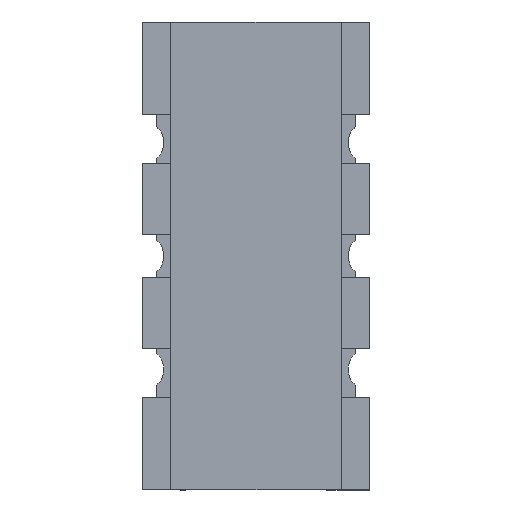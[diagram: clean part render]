
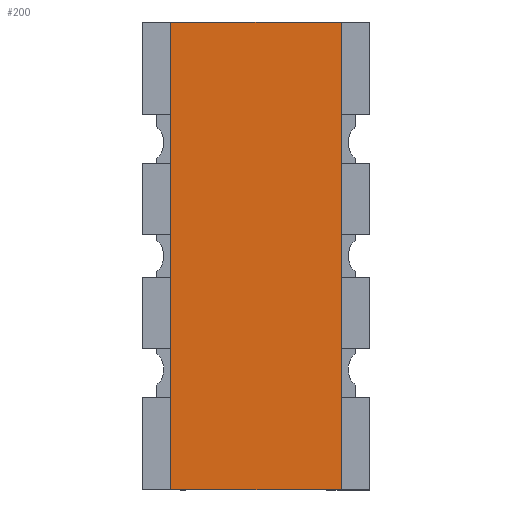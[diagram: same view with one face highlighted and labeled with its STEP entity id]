
A CAD part, top view. The second image highlights one B-rep face of the part: STEP entity #200.
In plain terms, the highlighted planar face has unit normal (0, 0, 1).
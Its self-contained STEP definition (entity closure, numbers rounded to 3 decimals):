
#70=CARTESIAN_POINT('',(-0.6,1.65,0.7));
#71=VERTEX_POINT('',#70);
#72=CARTESIAN_POINT('',(0.6,1.65,0.7));
#73=VERTEX_POINT('',#72);
#74=CARTESIAN_POINT('',(-0.6,1.65,0.7));
#75=DIRECTION('',(1.0,0.0,0.0));
#76=VECTOR('',#75,1.2);
#77=LINE('',#74,#76);
#78=EDGE_CURVE('',#71,#73,#77,.T.);
#141=CARTESIAN_POINT('',(0.6,-1.65,0.7));
#142=VERTEX_POINT('',#141);
#143=CARTESIAN_POINT('',(-0.6,-1.65,0.7));
#144=VERTEX_POINT('',#143);
#145=CARTESIAN_POINT('',(0.6,-1.65,0.7));
#146=DIRECTION('',(-1.0,0.0,0.0));
#147=VECTOR('',#146,1.2);
#148=LINE('',#145,#147);
#149=EDGE_CURVE('',#142,#144,#148,.T.);
#172=CARTESIAN_POINT('',(0.6,1.65,0.7));
#173=DIRECTION('',(0.0,-1.0,0.0));
#174=VECTOR('',#173,3.3);
#175=LINE('',#172,#174);
#176=EDGE_CURVE('',#73,#142,#175,.T.);
#184=CARTESIAN_POINT('',(0.,0.,0.7));
#185=DIRECTION('',(0.0,0.0,1.0));
#186=DIRECTION('',(0.0,-1.0,0.0));
#187=AXIS2_PLACEMENT_3D('',#184,#185,#186);
#188=PLANE('',#187);
#189=ORIENTED_EDGE('',*,*,#78,.F.);
#190=CARTESIAN_POINT('',(-0.6,-1.65,0.7));
#191=DIRECTION('',(0.0,1.0,0.0));
#192=VECTOR('',#191,3.3);
#193=LINE('',#190,#192);
#194=EDGE_CURVE('',#144,#71,#193,.T.);
#195=ORIENTED_EDGE('',*,*,#194,.F.);
#196=ORIENTED_EDGE('',*,*,#149,.F.);
#197=ORIENTED_EDGE('',*,*,#176,.F.);
#198=EDGE_LOOP('',(#189,#195,#196,#197));
#199=FACE_OUTER_BOUND('',#198,.T.);
#200=ADVANCED_FACE('',(#199),#188,.T.);
